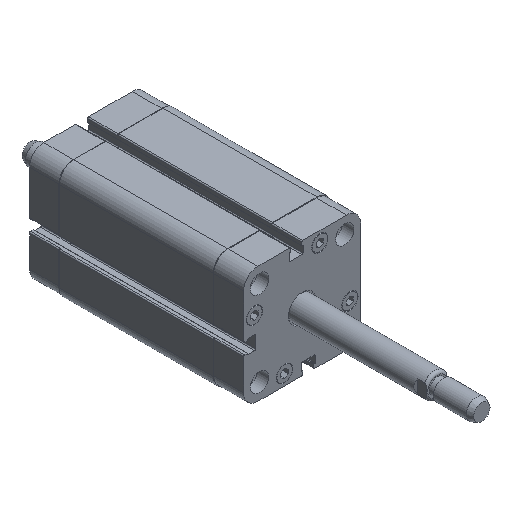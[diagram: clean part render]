
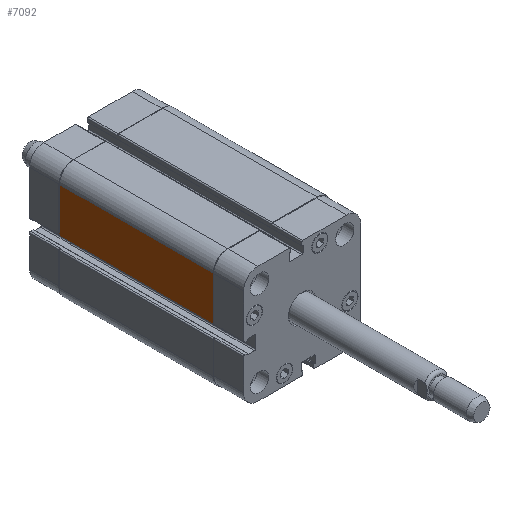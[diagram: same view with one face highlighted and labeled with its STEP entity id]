
A CAD part, isometric view. The second image highlights one B-rep face of the part: STEP entity #7092.
In plain terms, the highlighted planar face has unit normal (-1, 0, 0).
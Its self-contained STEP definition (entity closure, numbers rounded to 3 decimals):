
#5471=CARTESIAN_POINT('',(-29.05,38.0,0.25));
#5472=VERTEX_POINT('',#5471);
#5480=CARTESIAN_POINT('',(-29.05,38.0,22.05));
#5481=VERTEX_POINT('',#5480);
#5482=CARTESIAN_POINT('',(-29.05,38.0,22.05));
#5483=DIRECTION('',(0.0,0.0,-1.0));
#5484=VECTOR('',#5483,21.8);
#5485=LINE('',#5482,#5484);
#5486=EDGE_CURVE('',#5481,#5472,#5485,.T.);
#6576=CARTESIAN_POINT('',(-29.05,-38.0,22.05));
#6577=VERTEX_POINT('',#6576);
#6585=CARTESIAN_POINT('',(-29.05,-38.0,0.25));
#6586=VERTEX_POINT('',#6585);
#6587=CARTESIAN_POINT('',(-29.05,-38.0,0.25));
#6588=DIRECTION('',(0.0,0.0,1.0));
#6589=VECTOR('',#6588,21.8);
#6590=LINE('',#6587,#6589);
#6591=EDGE_CURVE('',#6586,#6577,#6590,.T.);
#7065=CARTESIAN_POINT('',(-29.05,38.0,22.05));
#7066=DIRECTION('',(0.0,-1.0,0.0));
#7067=VECTOR('',#7066,76.0);
#7068=LINE('',#7065,#7067);
#7069=EDGE_CURVE('',#5481,#6577,#7068,.T.);
#7076=CARTESIAN_POINT('',(-29.05,0.0,22.05));
#7077=DIRECTION('',(-1.0,0.0,0.0));
#7078=DIRECTION('',(0.0,0.0,1.0));
#7079=AXIS2_PLACEMENT_3D('',#7076,#7077,#7078);
#7080=PLANE('',#7079);
#7081=ORIENTED_EDGE('',*,*,#5486,.T.);
#7082=CARTESIAN_POINT('',(-29.05,38.0,0.25));
#7083=DIRECTION('',(0.0,-1.0,0.0));
#7084=VECTOR('',#7083,76.0);
#7085=LINE('',#7082,#7084);
#7086=EDGE_CURVE('',#5472,#6586,#7085,.T.);
#7087=ORIENTED_EDGE('',*,*,#7086,.T.);
#7088=ORIENTED_EDGE('',*,*,#6591,.T.);
#7089=ORIENTED_EDGE('',*,*,#7069,.F.);
#7090=EDGE_LOOP('',(#7081,#7087,#7088,#7089));
#7091=FACE_OUTER_BOUND('',#7090,.T.);
#7092=ADVANCED_FACE('',(#7091),#7080,.T.);
